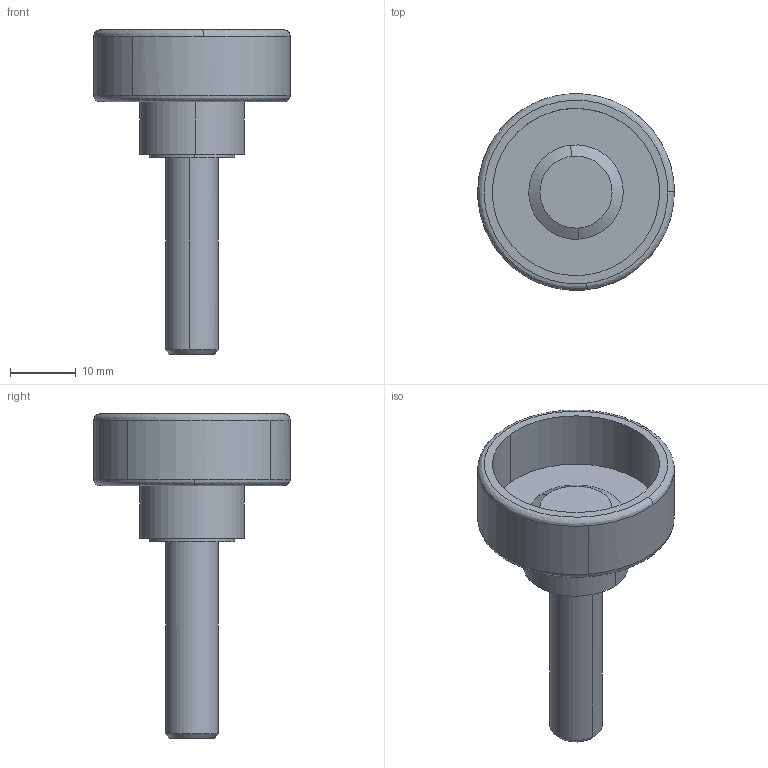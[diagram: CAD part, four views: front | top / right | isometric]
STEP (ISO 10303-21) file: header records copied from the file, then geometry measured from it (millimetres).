
FILE_DESCRIPTION((''),'2;1');
FILE_NAME('','2005-07-15T10:34:32',(''),(''),'','CADfix','');
FILE_SCHEMA(('AUTOMOTIVE_DESIGN'));
Length unit declared in the file: millimetre
Products named in the file (3): screw; knob; KIMS_30_M8_30_4205_36
Assembly tree (2 placements, depth 2):
  KIMS_30_M8_30_4205_36
    screw
    knob
Bounding box: 30 x 29.98 x 49.5 mm (x, y, z)
Volume: 6473.1 mm3; surface area: 5018.9 mm2
Topology: 2 solids, 2 shells, 32 faces, 101 edges, 79 vertices
Faces by surface type: bspline 32
Entity records: 1369 total; most frequent: CARTESIAN_POINT 773, ORIENTED_EDGE 202, EDGE_CURVE 101, VERTEX_POINT 79, EDGE_LOOP 38, FACE_OUTER_BOUND 32, ADVANCED_FACE 32, QUASI_UNIFORM_CURVE 18
